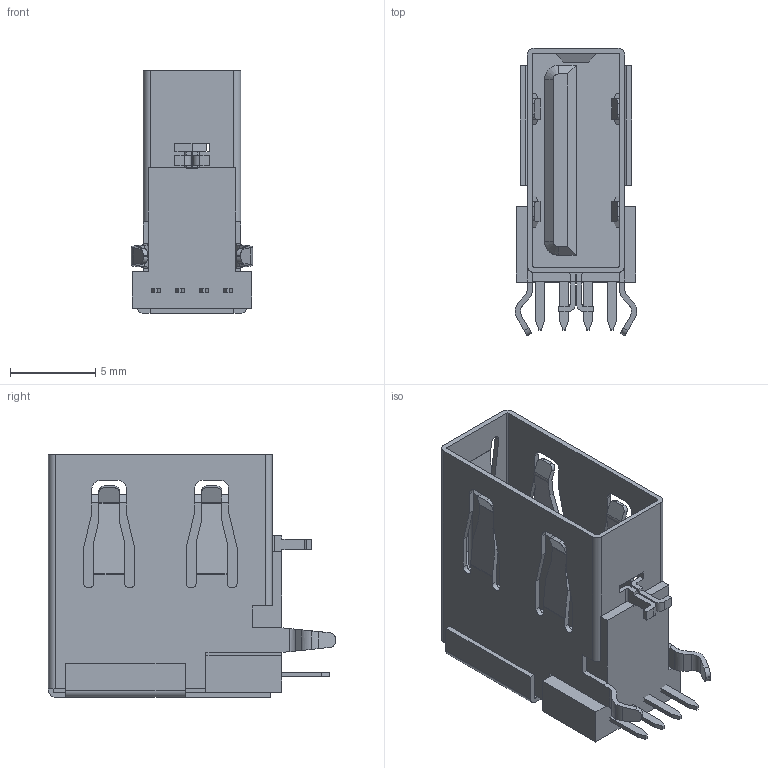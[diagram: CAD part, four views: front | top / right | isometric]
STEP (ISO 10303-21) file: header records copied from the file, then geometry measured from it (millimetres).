
FILE_DESCRIPTION (( 'STEP AP203' ), '1' );
FILE_NAME ('SUA-110P4.STEP', '2023-08-09T14:05:40', ( '' ), ( '' ), 'SwSTEP 2.0', 'SolidWorks 2020', '' );
FILE_SCHEMA (( 'CONFIG_CONTROL_DESIGN' ));
Length unit declared in the file: millimetre
Products named in the file (1): SUA-110P4
Bounding box: 7.1 x 16.8 x 14.2 mm (x, y, z)
Volume: 686.4 mm3; surface area: 1754.7 mm2
Topology: 6 solids, 6 shells, 555 faces, 1550 edges, 1030 vertices
Faces by surface type: plane 373, cylinder 98, bspline 82, cone 2
Entity records: 22433 total; most frequent: CARTESIAN_POINT 8586, ORIENTED_EDGE 3100, DIRECTION 2452, EDGE_CURVE 1550, LINE 1188, VECTOR 1188, VERTEX_POINT 1030, AXIS2_PLACEMENT_3D 632
